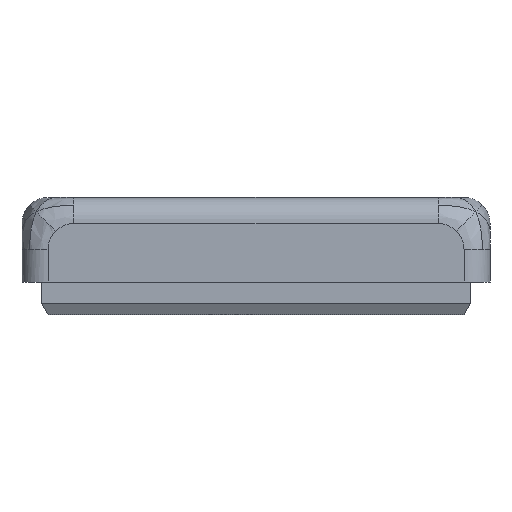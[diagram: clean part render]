
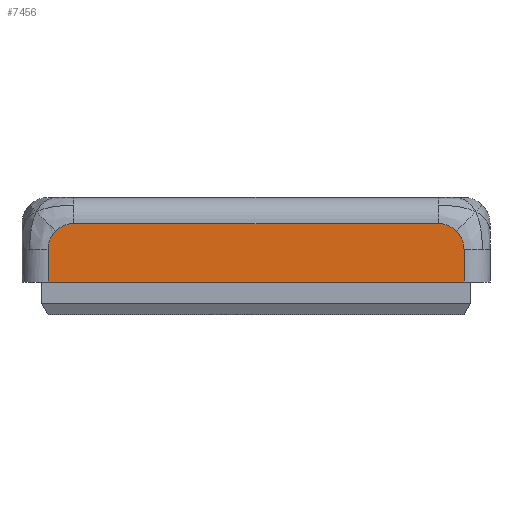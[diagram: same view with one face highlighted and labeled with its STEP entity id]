
A CAD part, front view. The second image highlights one B-rep face of the part: STEP entity #7456.
In plain terms, the highlighted planar face has unit normal (0, -1, 0).
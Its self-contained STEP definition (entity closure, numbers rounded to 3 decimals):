
#198=PLANE('',#7912);
#850=LINE('',#19675,#1445);
#853=LINE('',#19764,#1448);
#855=LINE('',#19767,#1450);
#864=LINE('',#19828,#1459);
#1445=VECTOR('',#9285,10.);
#1448=VECTOR('',#9304,10.);
#1450=VECTOR('',#9308,10.);
#1459=VECTOR('',#9337,10.);
#2019=FACE_OUTER_BOUND('',#2489,.T.);
#2489=EDGE_LOOP('',(#6713,#6714,#6715,#6716,#6717,#6718,#6719,#6720));
#2539=CIRCLE('',#7512,3.999);
#2542=CIRCLE('',#7515,3.999);
#2555=CIRCLE('',#7528,3.999);
#2558=CIRCLE('',#7531,3.999);
#2953=VERTEX_POINT('',#9814);
#2954=VERTEX_POINT('',#9821);
#2956=VERTEX_POINT('',#9867);
#2973=VERTEX_POINT('',#10198);
#2974=VERTEX_POINT('',#10205);
#2976=VERTEX_POINT('',#10251);
#3568=VERTEX_POINT('',#19671);
#3575=VERTEX_POINT('',#19762);
#3623=EDGE_CURVE('',#2953,#2954,#2539,.T.);
#3627=EDGE_CURVE('',#2956,#2953,#2542,.T.);
#3649=EDGE_CURVE('',#2973,#2974,#2555,.T.);
#3653=EDGE_CURVE('',#2976,#2973,#2558,.T.);
#4623=EDGE_CURVE('',#2974,#3568,#850,.T.);
#4632=EDGE_CURVE('',#3575,#2956,#853,.T.);
#4634=EDGE_CURVE('',#2954,#2976,#855,.T.);
#4647=EDGE_CURVE('',#3568,#3575,#864,.T.);
#6713=ORIENTED_EDGE('',*,*,#4623,.F.);
#6714=ORIENTED_EDGE('',*,*,#3649,.F.);
#6715=ORIENTED_EDGE('',*,*,#3653,.F.);
#6716=ORIENTED_EDGE('',*,*,#4634,.F.);
#6717=ORIENTED_EDGE('',*,*,#3623,.F.);
#6718=ORIENTED_EDGE('',*,*,#3627,.F.);
#6719=ORIENTED_EDGE('',*,*,#4632,.F.);
#6720=ORIENTED_EDGE('',*,*,#4647,.F.);
#7456=ADVANCED_FACE('',(#2019),#198,.T.);
#7512=AXIS2_PLACEMENT_3D('',#9822,#7976,#7977);
#7515=AXIS2_PLACEMENT_3D('',#9869,#7982,#7983);
#7528=AXIS2_PLACEMENT_3D('',#10206,#8008,#8009);
#7531=AXIS2_PLACEMENT_3D('',#10253,#8014,#8015);
#7912=AXIS2_PLACEMENT_3D('',#19827,#9335,#9336);
#7976=DIRECTION('center_axis',(0.,1.,0.));
#7977=DIRECTION('ref_axis',(-0.707,0.,0.707));
#7982=DIRECTION('center_axis',(0.,1.,0.));
#7983=DIRECTION('ref_axis',(-0.707,0.,0.707));
#8008=DIRECTION('center_axis',(0.,1.,0.));
#8009=DIRECTION('ref_axis',(0.707,0.,0.707));
#8014=DIRECTION('center_axis',(0.,1.,0.));
#8015=DIRECTION('ref_axis',(0.707,0.,0.707));
#9285=DIRECTION('',(0.,0.,-1.));
#9304=DIRECTION('',(0.,0.,1.));
#9308=DIRECTION('',(1.,0.,0.));
#9335=DIRECTION('center_axis',(0.,-1.,0.));
#9336=DIRECTION('ref_axis',(1.,0.,0.));
#9337=DIRECTION('',(-1.,0.,0.));
#9814=CARTESIAN_POINT('',(-1.779,-8.,4.429));
#9821=CARTESIAN_POINT('',(1.049,-8.,5.6));
#9822=CARTESIAN_POINT('Origin',(1.049,-8.,1.601));
#9867=CARTESIAN_POINT('',(-2.95,-8.,1.601));
#9869=CARTESIAN_POINT('Origin',(1.049,-8.,1.601));
#10198=CARTESIAN_POINT('',(59.879,-8.,4.429));
#10205=CARTESIAN_POINT('',(61.05,-8.,1.601));
#10206=CARTESIAN_POINT('Origin',(57.051,-8.,1.601));
#10251=CARTESIAN_POINT('',(57.051,-8.,5.6));
#10253=CARTESIAN_POINT('Origin',(57.051,-8.,1.601));
#19671=CARTESIAN_POINT('',(61.05,-8.,-3.4));
#19675=CARTESIAN_POINT('',(61.05,-8.,6.6));
#19762=CARTESIAN_POINT('',(-2.95,-8.,-3.4));
#19764=CARTESIAN_POINT('',(-2.95,-8.,6.6));
#19767=CARTESIAN_POINT('',(11.05,-8.,5.6));
#19827=CARTESIAN_POINT('Origin',(-6.95,-8.,6.6));
#19828=CARTESIAN_POINT('',(65.05,-8.,-3.4));
